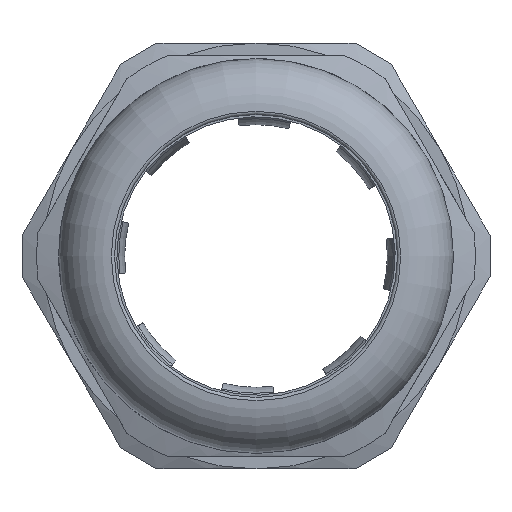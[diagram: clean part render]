
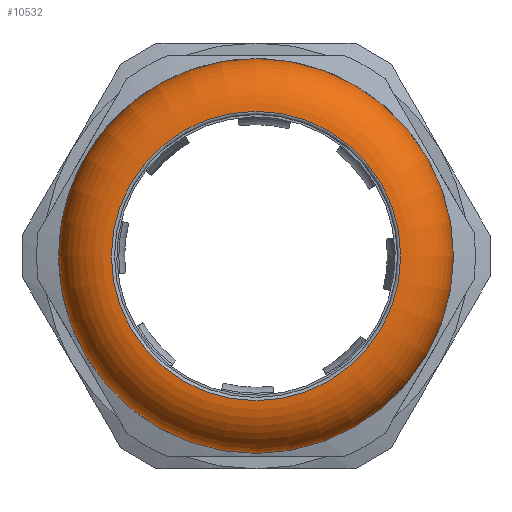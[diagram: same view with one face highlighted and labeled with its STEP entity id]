
A CAD part, left-side view. The second image highlights one B-rep face of the part: STEP entity #10532.
In plain terms, the highlighted toroidal (fillet/blend) face has major radius 23 mm and minor radius 8.5 mm.
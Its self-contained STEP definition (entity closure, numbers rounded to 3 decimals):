
#177=TOROIDAL_SURFACE('',#11711,23.,8.5);
#278=FACE_BOUND('',#2345,.T.);
#863=CIRCLE('',#11705,23.09);
#866=CIRCLE('',#11712,31.5);
#1706=FACE_OUTER_BOUND('',#2344,.T.);
#2344=EDGE_LOOP('',(#9789));
#2345=EDGE_LOOP('',(#9790));
#5084=VERTEX_POINT('',#26666);
#5087=VERTEX_POINT('',#26676);
#6653=EDGE_CURVE('',#5084,#5084,#863,.T.);
#6656=EDGE_CURVE('',#5087,#5087,#866,.T.);
#9789=ORIENTED_EDGE('',*,*,#6653,.F.);
#9790=ORIENTED_EDGE('',*,*,#6656,.F.);
#10532=ADVANCED_FACE('',(#1706,#278),#177,.T.);
#11705=AXIS2_PLACEMENT_3D('',#26667,#14594,#14595);
#11711=AXIS2_PLACEMENT_3D('',#26675,#14606,#14607);
#11712=AXIS2_PLACEMENT_3D('',#26677,#14608,#14609);
#14594=DIRECTION('center_axis',(-1.,0.,0.));
#14595=DIRECTION('ref_axis',(0.,1.,0.));
#14606=DIRECTION('center_axis',(1.,0.,0.));
#14607=DIRECTION('ref_axis',(0.,0.,-1.));
#14608=DIRECTION('center_axis',(1.,0.,0.));
#14609=DIRECTION('ref_axis',(0.,0.,-1.));
#26666=CARTESIAN_POINT('',(-34.,-23.09,0.));
#26667=CARTESIAN_POINT('Origin',(-34.,0.,
0.));
#26675=CARTESIAN_POINT('Origin',(-25.5,0.,0.));
#26676=CARTESIAN_POINT('',(-25.5,31.5,0.));
#26677=CARTESIAN_POINT('Origin',(-25.5,0.,0.));
